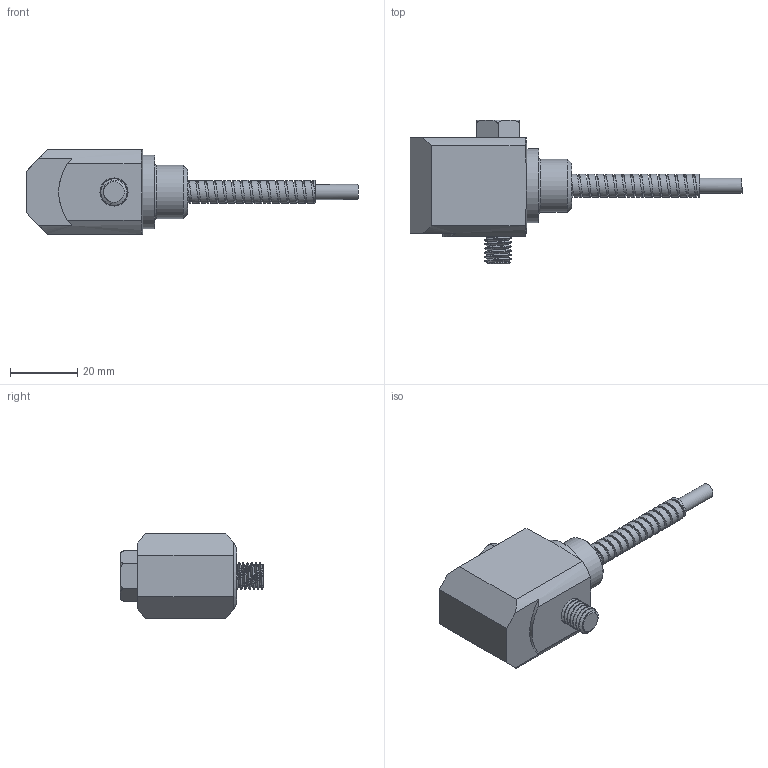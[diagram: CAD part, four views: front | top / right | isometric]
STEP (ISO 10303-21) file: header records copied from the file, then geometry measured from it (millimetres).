
FILE_DESCRIPTION(/* description */ (''),/* implementation_level */ '2;1');
FILE_NAME(/* name */ 'MASTER_TA_M8_SIDE-EXIT_ARMOR_STANDARD.stp',/* time_stamp */ '2017-04-26T17:29:09-04:00',/* author */ ('aneininger'),/* organization */ (''),/* preprocessor_version */ 'ST-DEVELOPER v16.5',/* originating_system */ 'Autodesk Inventor 2017',/* authorisation */ '');
FILE_SCHEMA (('AUTOMOTIVE_DESIGN { 1 0 10303 214 3 1 1 }'));
Length unit declared in the file: inch
Products named in the file (3): MASTER_TA_M8_SIDE-EXIT_ARMOR_STANDARD_STEP; MASTER_TA_M8_SIDE-EXIT_ARMOR_STANDARD; ACP32088
Assembly tree (2 placements, depth 2):
  MASTER_TA_M8_SIDE-EXIT_ARMOR_STANDARD_STEP
    MASTER_TA_M8_SIDE-EXIT_ARMOR_STANDARD
    ACP32088
Bounding box: 98.98 x 42.89 x 25.15 mm (x, y, z)
Volume: 28214.8 mm3; surface area: 10900.4 mm2
Topology: 2 solids, 2 shells, 342 faces, 753 edges, 487 vertices
Faces by surface type: plane 163, cylinder 114, bspline 45, cone 10, torus 10
Full cylindrical faces by diameter (mm): 0.127 x19, 0.203 x38, 1.27 x1, 1.413 x2, 1.524 x3, 1.587 x3, 2.89 x1, 3.302 x1, 4.496 x12, 6.274 x1, 6.655 x1, 8.407 x1, 11.43 x1, 15.875 x1, 22.047 x1
Entity records: 18293 total; most frequent: CARTESIAN_POINT 11119, DIRECTION 1341, ORIENTED_EDGE 1240, EDGE_CURVE 620, AXIS2_PLACEMENT_3D 561, EDGE_LOOP 501, VERTEX_POINT 453, FACE_OUTER_BOUND 331
